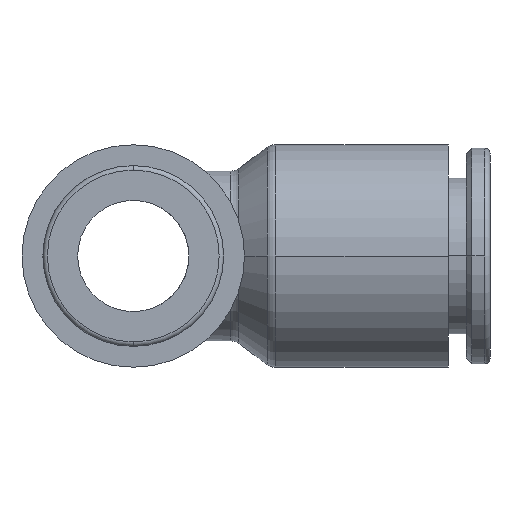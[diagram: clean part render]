
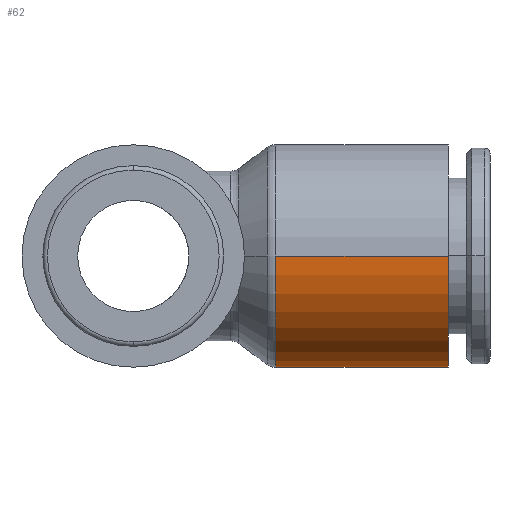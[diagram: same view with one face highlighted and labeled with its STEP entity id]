
A CAD part, left-side view. The second image highlights one B-rep face of the part: STEP entity #62.
In plain terms, the highlighted cylindrical face has radius 8 mm (diameter 16 mm), a partial arc.
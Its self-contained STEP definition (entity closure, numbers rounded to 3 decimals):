
#62=ADVANCED_FACE('',(#172),#173,.T.);
#172=FACE_OUTER_BOUND('',#370,.T.);
#173=CYLINDRICAL_SURFACE('',#371,8.0);
#370=EDGE_LOOP('',(#666,#667,#668,#669,#670));
#371=AXIS2_PLACEMENT_3D('',#671,#672,#673);
#666=ORIENTED_EDGE('',*,*,#1371,.F.);
#667=ORIENTED_EDGE('',*,*,#1372,.T.);
#668=ORIENTED_EDGE('',*,*,#1373,.T.);
#669=ORIENTED_EDGE('',*,*,#1374,.F.);
#670=ORIENTED_EDGE('',*,*,#1375,.F.);
#671=CARTESIAN_POINT('',(0.,-16.45,0.));
#672=DIRECTION('',(0.,-1.0,0.));
#673=DIRECTION('',(-1.0,0.,0.));
#1371=EDGE_CURVE('',#1675,#1676,#1677,.T.);
#1372=EDGE_CURVE('',#1675,#1678,#1679,.T.);
#1373=EDGE_CURVE('',#1678,#1680,#1681,.T.);
#1374=EDGE_CURVE('',#1682,#1680,#1683,.T.);
#1375=EDGE_CURVE('',#1676,#1682,#1684,.T.);
#1675=VERTEX_POINT('',#2096);
#1676=VERTEX_POINT('',#2097);
#1677=LINE('',#2098,#2099);
#1678=VERTEX_POINT('',#2100);
#1679=CIRCLE('',#2101,8.0);
#1680=VERTEX_POINT('',#2102);
#1681=CIRCLE('',#2103,8.0);
#1682=VERTEX_POINT('',#2104);
#1683=LINE('',#2105,#2106);
#1684=CIRCLE('',#2107,8.0);
#2096=CARTESIAN_POINT('',(-8.0,-10.25,0.));
#2097=CARTESIAN_POINT('',(-8.0,-22.65,0.));
#2098=CARTESIAN_POINT('',(-8.0,-16.45,0.));
#2099=VECTOR('',#2889,1.0);
#2100=CARTESIAN_POINT('',(0.,-10.25,-8.0));
#2101=AXIS2_PLACEMENT_3D('',#2890,#2891,#2892);
#2102=CARTESIAN_POINT('',(8.0,-10.25,0.));
#2103=AXIS2_PLACEMENT_3D('',#2893,#2894,#2895);
#2104=CARTESIAN_POINT('',(8.0,-22.65,0.));
#2105=CARTESIAN_POINT('',(8.0,-16.45,0.));
#2106=VECTOR('',#2896,1.0);
#2107=AXIS2_PLACEMENT_3D('',#2897,#2898,#2899);
#2889=DIRECTION('',(0.,-1.0,0.));
#2890=CARTESIAN_POINT('',(0.,-10.25,0.));
#2891=DIRECTION('',(0.,-1.0,0.));
#2892=DIRECTION('',(-1.0,0.,0.));
#2893=CARTESIAN_POINT('',(0.,-10.25,0.));
#2894=DIRECTION('',(0.,-1.0,0.));
#2895=DIRECTION('',(-1.0,0.,0.));
#2896=DIRECTION('',(0.,1.0,0.));
#2897=CARTESIAN_POINT('',(0.,-22.65,0.));
#2898=DIRECTION('',(0.,-1.0,0.));
#2899=DIRECTION('',(-1.0,0.,0.));
